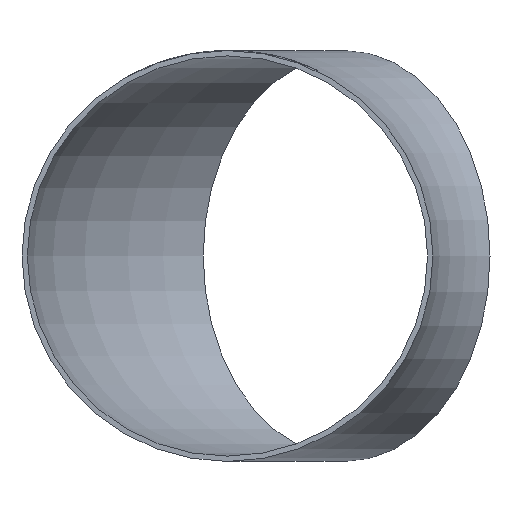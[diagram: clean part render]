
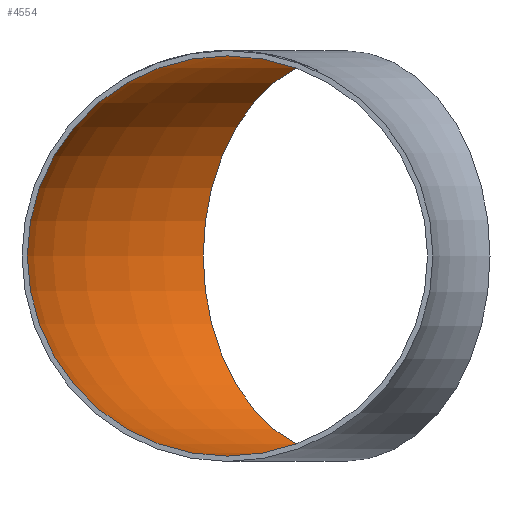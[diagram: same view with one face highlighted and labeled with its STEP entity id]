
A CAD part, front view. The second image highlights one B-rep face of the part: STEP entity #4554.
In plain terms, the highlighted toroidal (fillet/blend) face has major radius 150 mm and minor radius 75 mm.
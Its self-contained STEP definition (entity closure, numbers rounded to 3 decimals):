
#162 = CIRCLE ( 'NONE', #19596, 75. ) ;
#616 = EDGE_CURVE ( 'NONE', #12995, #12995, #162, .T. ) ;
#632 = CARTESIAN_POINT ( 'NONE',  ( 0., 0., 0. ) ) ;
#696 = ORIENTED_EDGE ( 'NONE', *, *, #7563, .T. ) ;
#1960 = AXIS2_PLACEMENT_3D ( 'NONE', #632, #11159, #11043 ) ;
#2107 = CARTESIAN_POINT ( 'NONE',  ( -159.099, 159.099, 0. ) ) ;
#4554 = ADVANCED_FACE ( 'NONE', ( #12804, #9513 ), #12039, .F. ) ;
#5670 = CARTESIAN_POINT ( 'NONE',  ( -106.066, 106.066, 0. ) ) ;
#5760 = DIRECTION ( 'NONE',  ( 0., 1., 0. ) ) ;
#7563 = EDGE_CURVE ( 'NONE', #11107, #11107, #15090, .T. ) ;
#9058 = DIRECTION ( 'NONE',  ( 0.707, 0.707, 0. ) ) ;
#9513 = FACE_OUTER_BOUND ( 'NONE', #12299, .T. ) ;
#9824 = EDGE_LOOP ( 'NONE', ( #696 ) ) ;
#11043 = DIRECTION ( 'NONE',  ( -1., 0., 0. ) ) ;
#11107 = VERTEX_POINT ( 'NONE', #2107 ) ;
#11159 = DIRECTION ( 'NONE',  ( 0., 0., -1. ) ) ;
#12039 = TOROIDAL_SURFACE ( 'NONE', #1960, 150., 75. ) ;
#12299 = EDGE_LOOP ( 'NONE', ( #17693 ) ) ;
#12804 = FACE_OUTER_BOUND ( 'NONE', #9824, .T. ) ;
#12995 = VERTEX_POINT ( 'NONE', #21894 ) ;
#13572 = AXIS2_PLACEMENT_3D ( 'NONE', #5670, #9058, #15981 ) ;
#15090 = CIRCLE ( 'NONE', #13572, 75. ) ;
#15981 = DIRECTION ( 'NONE',  ( -0.707, 0.707, 0. ) ) ;
#17693 = ORIENTED_EDGE ( 'NONE', *, *, #616, .F. ) ;
#19596 = AXIS2_PLACEMENT_3D ( 'NONE', #22975, #5760, #20036 ) ;
#20036 = DIRECTION ( 'NONE',  ( 0., 0., 1. ) ) ;
#21894 = CARTESIAN_POINT ( 'NONE',  ( -150., 0., 75. ) ) ;
#22975 = CARTESIAN_POINT ( 'NONE',  ( -150., 0., 0. ) ) ;
